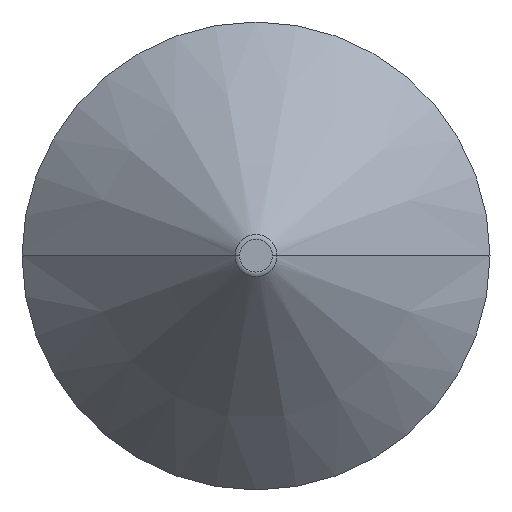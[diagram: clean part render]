
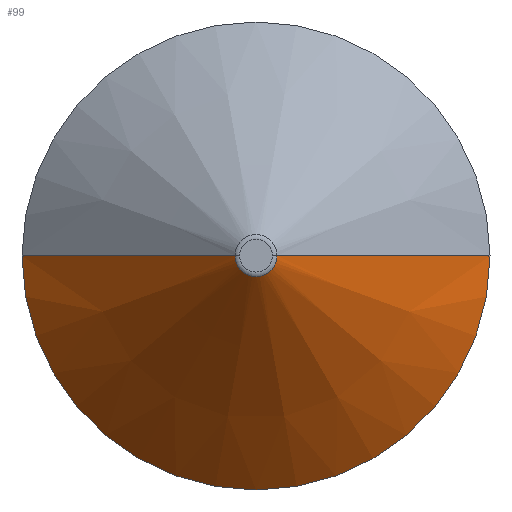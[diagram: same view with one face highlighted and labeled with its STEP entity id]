
A CAD part, top view. The second image highlights one B-rep face of the part: STEP entity #99.
In plain terms, the highlighted conical face has half-angle 45 degrees and reference radius 1.283 mm.
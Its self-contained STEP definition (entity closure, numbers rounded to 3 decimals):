
#3 = VERTEX_POINT ( 'NONE', #167 ) ;
#29 = EDGE_CURVE ( 'NONE', #173, #195, #989, .T. ) ;
#74 = ORIENTED_EDGE ( 'NONE', *, *, #175, .F. ) ;
#80 = ORIENTED_EDGE ( 'NONE', *, *, #29, .T. ) ;
#89 = EDGE_LOOP ( 'NONE', ( #74, #122, #80, #109 ) ) ;
#92 = EDGE_CURVE ( 'NONE', #195, #198, #401, .T. ) ;
#99 = ADVANCED_FACE ( 'NONE', ( #497 ), #463, .T. ) ;
#109 = ORIENTED_EDGE ( 'NONE', *, *, #92, .T. ) ;
#110 = EDGE_CURVE ( 'NONE', #173, #3, #450, .T. ) ;
#122 = ORIENTED_EDGE ( 'NONE', *, *, #110, .F. ) ;
#167 = CARTESIAN_POINT ( 'NONE',  ( 1.283, 0., 119.299 ) ) ;
#173 = VERTEX_POINT ( 'NONE', #610 ) ;
#175 = EDGE_CURVE ( 'NONE', #3, #198, #595, .T. ) ;
#195 = VERTEX_POINT ( 'NONE', #703 ) ;
#198 = VERTEX_POINT ( 'NONE', #702 ) ;
#384 = DIRECTION ( 'NONE',  ( 1., 0., 0. ) ) ;
#385 = DIRECTION ( 'NONE',  ( 0., 0., 1. ) ) ;
#386 = CARTESIAN_POINT ( 'NONE',  ( 0., 0., 106.338 ) ) ;
#387 = AXIS2_PLACEMENT_3D ( 'NONE', #386, #385, #384 ) ;
#401 = CIRCLE ( 'NONE', #387, 14.243 ) ;
#409 = DIRECTION ( 'NONE',  ( 0., 0., -1. ) ) ;
#421 = DIRECTION ( 'NONE',  ( 1., 0., 0. ) ) ;
#422 = DIRECTION ( 'NONE',  ( 0., 0., 1. ) ) ;
#423 = CARTESIAN_POINT ( 'NONE',  ( 0., 0., 119.299 ) ) ;
#424 = AXIS2_PLACEMENT_3D ( 'NONE', #423, #422, #421 ) ;
#448 = AXIS2_PLACEMENT_3D ( 'NONE', #458, #409, #461 ) ;
#450 = CIRCLE ( 'NONE', #424, 1.283 ) ;
#458 = CARTESIAN_POINT ( 'NONE',  ( 0., 0., 119.299 ) ) ;
#461 = DIRECTION ( 'NONE',  ( -1., 0., 0. ) ) ;
#463 = CONICAL_SURFACE ( 'NONE', #448, 1.283, 0.785 ) ;
#497 = FACE_OUTER_BOUND ( 'NONE', #89, .T. ) ;
#586 = DIRECTION ( 'NONE',  ( 0.707, 0., -0.707 ) ) ;
#593 = VECTOR ( 'NONE', #586, 1000. ) ;
#594 = CARTESIAN_POINT ( 'NONE',  ( 1.283, 0., 119.299 ) ) ;
#595 = LINE ( 'NONE', #594, #593 ) ;
#610 = CARTESIAN_POINT ( 'NONE',  ( -1.283, 0., 119.299 ) ) ;
#702 = CARTESIAN_POINT ( 'NONE',  ( 14.243, 0., 106.338 ) ) ;
#703 = CARTESIAN_POINT ( 'NONE',  ( -14.243, 0., 106.338 ) ) ;
#986 = DIRECTION ( 'NONE',  ( -0.707, 0., -0.707 ) ) ;
#987 = VECTOR ( 'NONE', #986, 1000. ) ;
#988 = CARTESIAN_POINT ( 'NONE',  ( -1.283, 0., 119.299 ) ) ;
#989 = LINE ( 'NONE', #988, #987 ) ;
